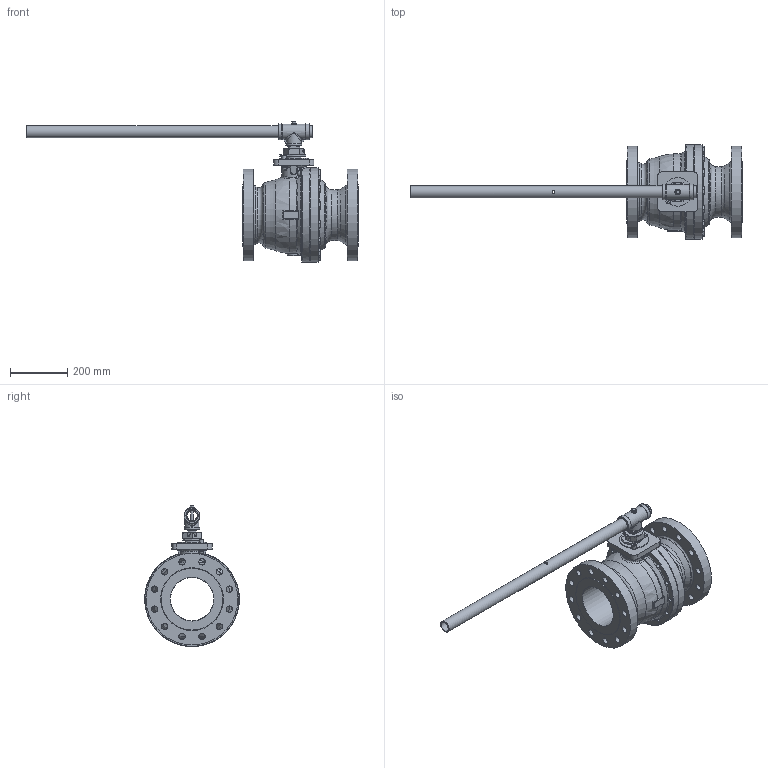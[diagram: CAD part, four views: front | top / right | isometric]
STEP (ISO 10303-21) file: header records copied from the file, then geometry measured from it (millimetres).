
FILE_DESCRIPTION(/* description */ (''),/* implementation_level */ '2;1');
FILE_NAME(/* name */ 'GA-F829-60-CL300-W-A-1.stp',/* time_stamp */ '2019-09-18T15:49:35+01:00',/* author */ ('jaday'),/* organization */ (''),/* preprocessor_version */ 'ST-DEVELOPER v16.1',/* originating_system */ 'Autodesk Inventor 2016',/* authorisation */ '');
FILE_SCHEMA (('AUTOMOTIVE_DESIGN { 1 0 10303 214 3 1 1 }'));
Length unit declared in the file: millimetre
Products named in the file (1): GA-F829-60-CL300-W-A-1
Bounding box: 1159.3 x 330.32 x 492.25 mm (x, y, z)
Volume: 15932889.3 mm3; surface area: 1249695.8 mm2
Topology: 1 solids, 1 shells, 615 faces, 1583 edges, 983 vertices
Faces by surface type: plane 249, cylinder 131, cone 118, bspline 60, torus 51, sphere 6
Full cylindrical faces by diameter (mm): 9 x2, 13.835 x12, 15.75 x1, 16 x14, 18 x1, 22.2 x24, 35.5 x1, 42.5 x2, 50.895 x1, 55 x3, 151 x1, 177.25 x1, 267 x1, 320 x2, 329.5 x1, 330.6 x1
Entity records: 22381 total; most frequent: CARTESIAN_POINT 8174, ORIENTED_EDGE 2862, DIRECTION 2641, EDGE_CURVE 1431, AXIS2_PLACEMENT_3D 1061, VERTEX_POINT 930, EDGE_LOOP 845, FACE_OUTER_BOUND 615
